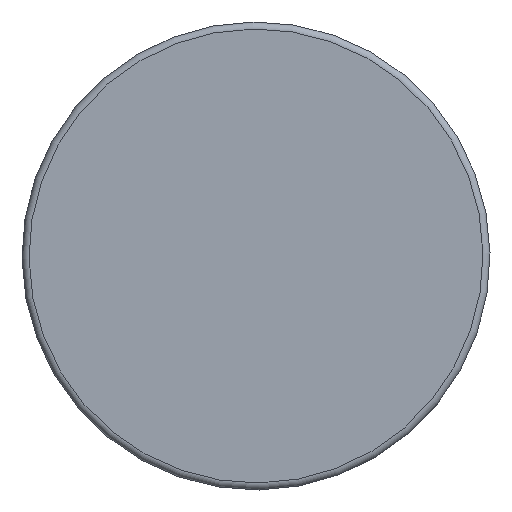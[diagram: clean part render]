
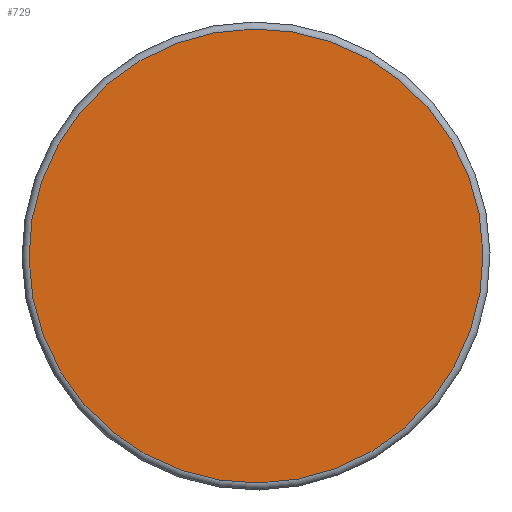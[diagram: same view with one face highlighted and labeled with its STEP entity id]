
A CAD part, front view. The second image highlights one B-rep face of the part: STEP entity #729.
In plain terms, the highlighted planar face has unit normal (0, -1, 0).
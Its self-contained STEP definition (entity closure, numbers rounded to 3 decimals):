
#111=FACE_OUTER_BOUND('',#154,.T.);
#154=EDGE_LOOP('',(#466,#467));
#209=CIRCLE('',#804,9.718);
#210=CIRCLE('',#805,9.718);
#277=VERTEX_POINT('',#1168);
#278=VERTEX_POINT('',#1169);
#353=EDGE_CURVE('',#277,#278,#209,.T.);
#354=EDGE_CURVE('',#278,#277,#210,.T.);
#466=ORIENTED_EDGE('',*,*,#353,.F.);
#467=ORIENTED_EDGE('',*,*,#354,.F.);
#672=PLANE('',#803);
#729=ADVANCED_FACE('',(#111),#672,.T.);
#803=AXIS2_PLACEMENT_3D('',#1167,#931,#932);
#804=AXIS2_PLACEMENT_3D('',#1170,#933,#934);
#805=AXIS2_PLACEMENT_3D('',#1171,#935,#936);
#931=DIRECTION('center_axis',(0.,-1.,0.));
#932=DIRECTION('ref_axis',(0.511,0.,-0.86));
#933=DIRECTION('center_axis',(0.,1.,0.));
#934=DIRECTION('ref_axis',(-0.86,0.,-0.511));
#935=DIRECTION('center_axis',(0.,1.,0.));
#936=DIRECTION('ref_axis',(-0.86,0.,-0.511));
#1167=CARTESIAN_POINT('Origin',(-4.177,-22.5,-2.483));
#1168=CARTESIAN_POINT('',(-8.353,-22.5,-4.967));
#1169=CARTESIAN_POINT('',(4.967,-22.5,-8.353));
#1170=CARTESIAN_POINT('Origin',(0.,-22.5,0.));
#1171=CARTESIAN_POINT('Origin',(0.,-22.5,0.));
